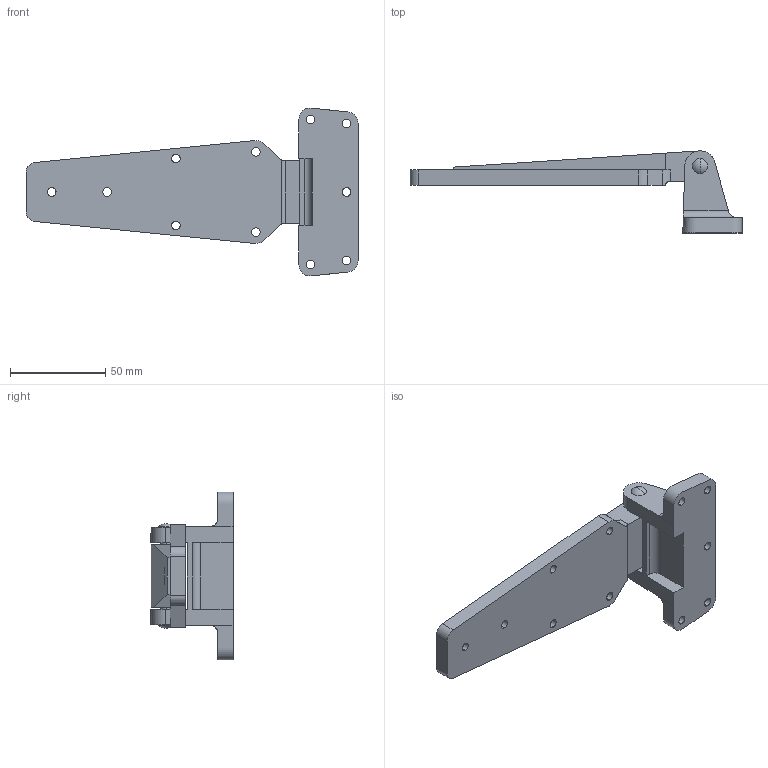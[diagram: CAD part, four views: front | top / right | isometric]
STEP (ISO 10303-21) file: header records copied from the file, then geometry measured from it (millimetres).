
FILE_DESCRIPTION (( 'STEP AP203' ), '1' );
FILE_NAME ('FB-757.STEP', '2013-09-19T06:59:15', ( '' ), ( '' ), 'SwSTEP 2.0', 'SolidWorks 2012', '' );
FILE_SCHEMA (( 'CONFIG_CONTROL_DESIGN' ));
Length unit declared in the file: millimetre
Products named in the file (4): FB-757; FB-757シャフト_; FB-757ヒンジ_; FB-757ヒンジ受け_
Assembly tree (3 placements, depth 2):
  FB-757
    FB-757ヒンジ受け_
    FB-757ヒンジ_
    FB-757シャフト_
Bounding box: 174 x 43 x 87.98 mm (x, y, z)
Volume: 104152.3 mm3; surface area: 31859.1 mm2
Topology: 3 solids, 3 shells, 129 faces, 337 edges, 216 vertices
Faces by surface type: cylinder 71, plane 31, cone 22, sphere 4, bspline 1
Entity records: 4841 total; most frequent: CARTESIAN_POINT 1124, DIRECTION 731, ORIENTED_EDGE 674, EDGE_CURVE 337, AXIS2_PLACEMENT_3D 278, VERTEX_POINT 216, LINE 175, VECTOR 175
